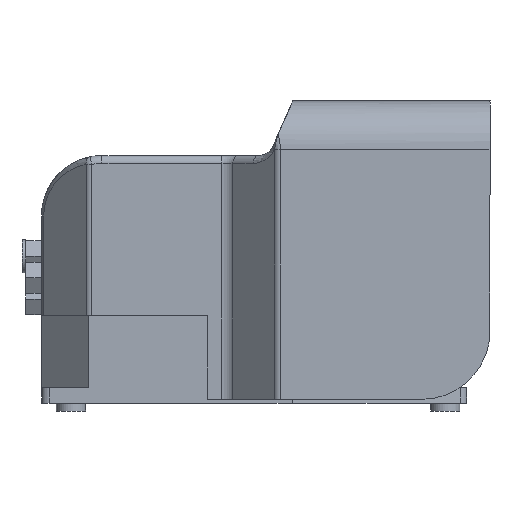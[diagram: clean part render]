
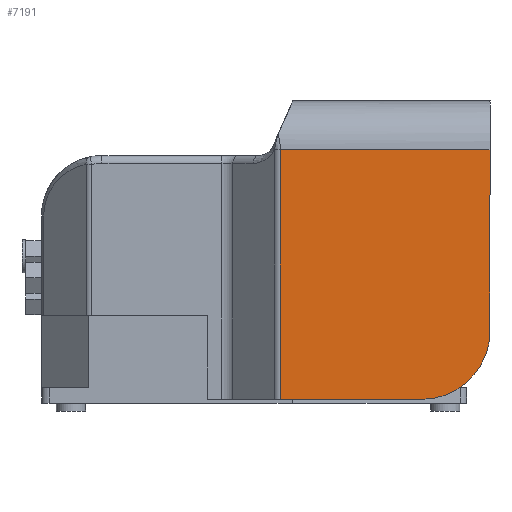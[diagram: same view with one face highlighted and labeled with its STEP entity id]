
A CAD part, front view. The second image highlights one B-rep face of the part: STEP entity #7191.
In plain terms, the highlighted planar face has unit normal (0, -1, 0).
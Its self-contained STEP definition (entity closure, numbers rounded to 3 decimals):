
#4747=CARTESIAN_POINT('',(80.0,-76.5,0.0));
#4748=VERTEX_POINT('',#4747);
#4755=CARTESIAN_POINT('',(7.446,-76.5,0.0));
#4756=VERTEX_POINT('',#4755);
#4757=CARTESIAN_POINT('',(7.446,-76.5,0.0));
#4758=DIRECTION('',(1.0,0.0,0.0));
#4759=VECTOR('',#4758,72.554);
#4760=LINE('',#4757,#4759);
#4761=EDGE_CURVE('',#4756,#4748,#4760,.T.);
#6028=CARTESIAN_POINT('',(115.0,-76.5,128.0));
#6029=VERTEX_POINT('',#6028);
#6037=CARTESIAN_POINT('',(115.0,-76.5,35.0));
#6038=VERTEX_POINT('',#6037);
#6039=CARTESIAN_POINT('',(115.0,-76.5,35.0));
#6040=DIRECTION('',(0.0,0.0,1.0));
#6041=VECTOR('',#6040,93.0);
#6042=LINE('',#6039,#6041);
#6043=EDGE_CURVE('',#6038,#6029,#6042,.T.);
#7009=CARTESIAN_POINT('',(7.446,-76.5,128.0));
#7010=VERTEX_POINT('',#7009);
#7042=CARTESIAN_POINT('',(7.446,-76.5,0.0));
#7043=DIRECTION('',(0.0,0.0,1.0));
#7044=VECTOR('',#7043,128.0);
#7045=LINE('',#7042,#7044);
#7046=EDGE_CURVE('',#4756,#7010,#7045,.T.);
#7119=CARTESIAN_POINT('',(80.0,-76.5,35.0));
#7120=DIRECTION('',(0.0,1.,0.0));
#7121=DIRECTION('',(0.707,0.0,-0.707));
#7122=AXIS2_PLACEMENT_3D('',#7119,#7120,#7121);
#7123=CIRCLE('',#7122,35.0);
#7124=EDGE_CURVE('',#6038,#4748,#7123,.T.);
#7166=CARTESIAN_POINT('',(7.446,-76.5,128.0));
#7167=DIRECTION('',(1.0,0.0,0.0));
#7168=VECTOR('',#7167,107.554);
#7169=LINE('',#7166,#7168);
#7170=EDGE_CURVE('',#7010,#6029,#7169,.T.);
#7179=CARTESIAN_POINT('',(115.0,-76.5,0.0));
#7180=DIRECTION('',(0.0,-1.0,0.0));
#7181=DIRECTION('',(0.0,0.0,-1.0));
#7182=AXIS2_PLACEMENT_3D('',#7179,#7180,#7181);
#7183=PLANE('',#7182);
#7184=ORIENTED_EDGE('',*,*,#7046,.F.);
#7185=ORIENTED_EDGE('',*,*,#4761,.T.);
#7186=ORIENTED_EDGE('',*,*,#7124,.F.);
#7187=ORIENTED_EDGE('',*,*,#6043,.T.);
#7188=ORIENTED_EDGE('',*,*,#7170,.F.);
#7189=EDGE_LOOP('',(#7184,#7185,#7186,#7187,#7188));
#7190=FACE_OUTER_BOUND('',#7189,.T.);
#7191=ADVANCED_FACE('',(#7190),#7183,.T.);
